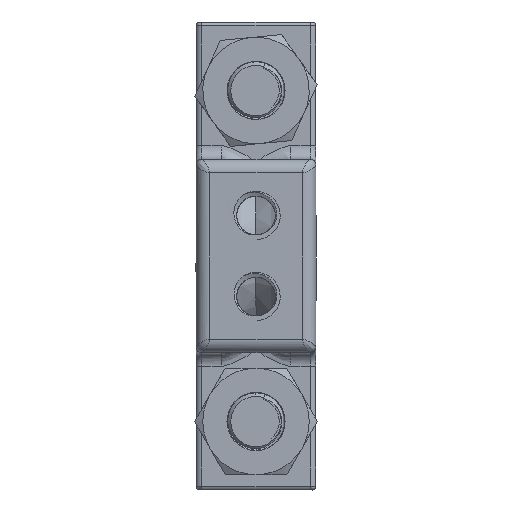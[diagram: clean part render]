
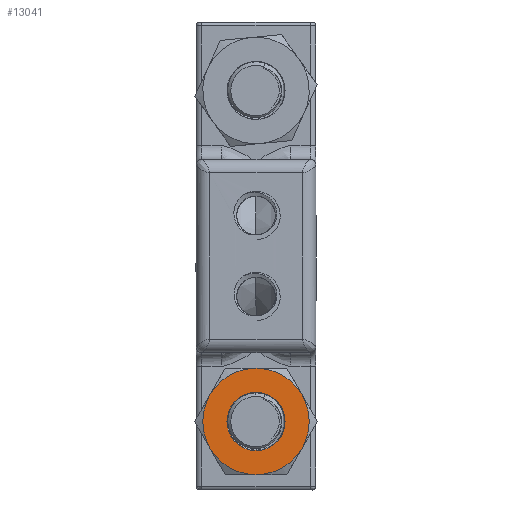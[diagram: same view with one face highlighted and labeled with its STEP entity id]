
A CAD part, left-side view. The second image highlights one B-rep face of the part: STEP entity #13041.
In plain terms, the highlighted face is planar.
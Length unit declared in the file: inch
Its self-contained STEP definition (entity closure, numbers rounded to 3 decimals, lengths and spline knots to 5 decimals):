
#383 = AXIS2_PLACEMENT_3D ( 'NONE', #672, #13329, #12242 ) ;
#481 = EDGE_LOOP ( 'NONE', ( #896, #4263, #10879, #10189, #12436, #6048 ) ) ;
#672 = CARTESIAN_POINT ( 'NONE',  ( 0., 0., 0. ) ) ;
#896 = ORIENTED_EDGE ( 'NONE', *, *, #13878, .T. ) ;
#966 = CARTESIAN_POINT ( 'NONE',  ( 0.10827, 0., 0. ) ) ;
#1349 = CARTESIAN_POINT ( 'NONE',  ( 0.05906, 0., 0. ) ) ;
#1719 = VERTEX_POINT ( 'NONE', #13582 ) ;
#1740 = AXIS2_PLACEMENT_3D ( 'NONE', #12007, #2884, #9225 ) ;
#2110 = CIRCLE ( 'NONE', #5634, 0.10827 ) ;
#2332 = EDGE_CURVE ( 'NONE', #12176, #12643, #10034, .T. ) ;
#2884 = DIRECTION ( 'NONE',  ( 0., 0., 1. ) ) ;
#3628 = CARTESIAN_POINT ( 'NONE',  ( 0., 0., 0. ) ) ;
#3890 = DIRECTION ( 'NONE',  ( 0., 0., 1. ) ) ;
#4263 = ORIENTED_EDGE ( 'NONE', *, *, #2332, .T. ) ;
#4496 = DIRECTION ( 'NONE',  ( 0., 0., 1. ) ) ;
#4701 = CARTESIAN_POINT ( 'NONE',  ( 0., 0., 0. ) ) ;
#4952 = AXIS2_PLACEMENT_3D ( 'NONE', #3628, #9875, #6086 ) ;
#5001 = PLANE ( 'NONE',  #13210 ) ;
#5493 = CARTESIAN_POINT ( 'NONE',  ( -0.05906, 0., 0. ) ) ;
#5634 = AXIS2_PLACEMENT_3D ( 'NONE', #6591, #7912, #6670 ) ;
#5799 = AXIS2_PLACEMENT_3D ( 'NONE', #10921, #4496, #9654 ) ;
#6017 = CIRCLE ( 'NONE', #15348, 0.10827 ) ;
#6048 = ORIENTED_EDGE ( 'NONE', *, *, #14784, .T. ) ;
#6086 = DIRECTION ( 'NONE',  ( -1., 0., 0. ) ) ;
#6231 = CARTESIAN_POINT ( 'NONE',  ( -0.05413, -0.09376, 0. ) ) ;
#6410 = VERTEX_POINT ( 'NONE', #10133 ) ;
#6582 = DIRECTION ( 'NONE',  ( 1., 0., 0. ) ) ;
#6591 = CARTESIAN_POINT ( 'NONE',  ( 0., 0., 0. ) ) ;
#6667 = VERTEX_POINT ( 'NONE', #5493 ) ;
#6670 = DIRECTION ( 'NONE',  ( 0.5, -0.866, 0. ) ) ;
#7106 = EDGE_CURVE ( 'NONE', #12643, #1719, #9467, .T. ) ;
#7263 = VERTEX_POINT ( 'NONE', #16423 ) ;
#7449 = AXIS2_PLACEMENT_3D ( 'NONE', #4701, #14728, #8447 ) ;
#7571 = DIRECTION ( 'NONE',  ( 1., 0., 0. ) ) ;
#7912 = DIRECTION ( 'NONE',  ( 0., 0., 1. ) ) ;
#7951 = VERTEX_POINT ( 'NONE', #966 ) ;
#8109 = CIRCLE ( 'NONE', #11345, 0.10827 ) ;
#8447 = DIRECTION ( 'NONE',  ( -1., 0., 0. ) ) ;
#8808 = CARTESIAN_POINT ( 'NONE',  ( 0., 0.12502, 0. ) ) ;
#8829 = EDGE_LOOP ( 'NONE', ( #14641, #13401 ) ) ;
#9057 = VERTEX_POINT ( 'NONE', #1349 ) ;
#9225 = DIRECTION ( 'NONE',  ( -0.5, -0.866, 0. ) ) ;
#9352 = DIRECTION ( 'NONE',  ( 0.5, 0.866, 0. ) ) ;
#9467 = CIRCLE ( 'NONE', #1740, 0.10827 ) ;
#9654 = DIRECTION ( 'NONE',  ( -1., 0., 0. ) ) ;
#9713 = CIRCLE ( 'NONE', #4952, 0.05906 ) ;
#9875 = DIRECTION ( 'NONE',  ( 0., 0., -1. ) ) ;
#10034 = CIRCLE ( 'NONE', #5799, 0.10827 ) ;
#10133 = CARTESIAN_POINT ( 'NONE',  ( -0.05413, 0.09376, 0. ) ) ;
#10189 = ORIENTED_EDGE ( 'NONE', *, *, #10864, .T. ) ;
#10270 = CIRCLE ( 'NONE', #383, 0.10827 ) ;
#10364 = CIRCLE ( 'NONE', #7449, 0.05906 ) ;
#10864 = EDGE_CURVE ( 'NONE', #1719, #7951, #2110, .T. ) ;
#10879 = ORIENTED_EDGE ( 'NONE', *, *, #7106, .T. ) ;
#10921 = CARTESIAN_POINT ( 'NONE',  ( 0., 0., 0. ) ) ;
#10975 = CARTESIAN_POINT ( 'NONE',  ( -0.10827, 0., 0. ) ) ;
#11345 = AXIS2_PLACEMENT_3D ( 'NONE', #13072, #11804, #9352 ) ;
#11384 = EDGE_CURVE ( 'NONE', #6667, #9057, #10364, .T. ) ;
#11490 = FACE_BOUND ( 'NONE', #8829, .T. ) ;
#11804 = DIRECTION ( 'NONE',  ( 0., 0., 1. ) ) ;
#12007 = CARTESIAN_POINT ( 'NONE',  ( 0., 0., 0. ) ) ;
#12176 = VERTEX_POINT ( 'NONE', #10975 ) ;
#12242 = DIRECTION ( 'NONE',  ( -0.5, 0.866, 0. ) ) ;
#12436 = ORIENTED_EDGE ( 'NONE', *, *, #13071, .T. ) ;
#12643 = VERTEX_POINT ( 'NONE', #6231 ) ;
#12679 = FACE_OUTER_BOUND ( 'NONE', #481, .T. ) ;
#13041 = ADVANCED_FACE ( 'NONE', ( #11490, #12679 ), #5001, .T. ) ;
#13071 = EDGE_CURVE ( 'NONE', #7951, #7263, #6017, .T. ) ;
#13072 = CARTESIAN_POINT ( 'NONE',  ( 0., 0., 0. ) ) ;
#13210 = AXIS2_PLACEMENT_3D ( 'NONE', #8808, #14172, #7571 ) ;
#13329 = DIRECTION ( 'NONE',  ( 0., 0., 1. ) ) ;
#13401 = ORIENTED_EDGE ( 'NONE', *, *, #11384, .F. ) ;
#13582 = CARTESIAN_POINT ( 'NONE',  ( 0.05413, -0.09376, 0. ) ) ;
#13878 = EDGE_CURVE ( 'NONE', #6410, #12176, #10270, .T. ) ;
#14007 = CARTESIAN_POINT ( 'NONE',  ( 0., 0., 0. ) ) ;
#14099 = EDGE_CURVE ( 'NONE', #6667, #9057, #9713, .T. ) ;
#14172 = DIRECTION ( 'NONE',  ( 0., 0., 1. ) ) ;
#14641 = ORIENTED_EDGE ( 'NONE', *, *, #14099, .T. ) ;
#14728 = DIRECTION ( 'NONE',  ( 0., 0., 1. ) ) ;
#14784 = EDGE_CURVE ( 'NONE', #7263, #6410, #8109, .T. ) ;
#15348 = AXIS2_PLACEMENT_3D ( 'NONE', #14007, #3890, #6582 ) ;
#16423 = CARTESIAN_POINT ( 'NONE',  ( 0.05413, 0.09376, 0. ) ) ;
